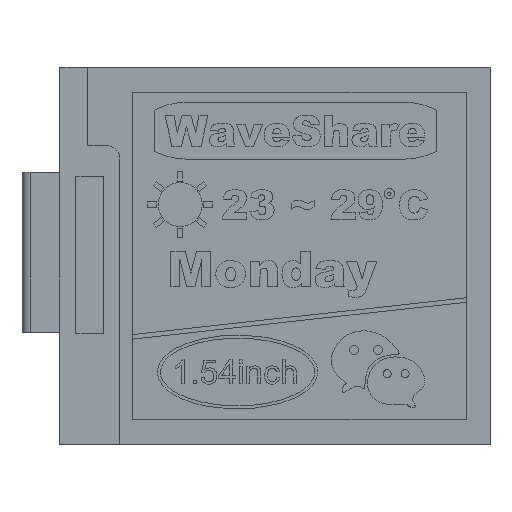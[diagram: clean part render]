
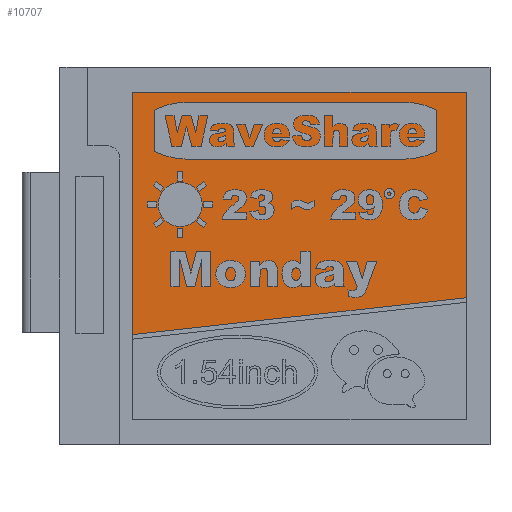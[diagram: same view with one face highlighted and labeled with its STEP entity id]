
A CAD part, top view. The second image highlights one B-rep face of the part: STEP entity #10707.
In plain terms, the highlighted planar face has unit normal (0, 0, 1).
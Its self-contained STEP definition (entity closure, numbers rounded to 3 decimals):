
#1555=ORIENTED_EDGE('',*,*,#4140,.F.);
#1556=ORIENTED_EDGE('',*,*,#4141,.F.);
#1557=ORIENTED_EDGE('',*,*,#4142,.F.);
#1558=ORIENTED_EDGE('',*,*,#4143,.F.);
#4140=EDGE_CURVE('',#5516,#5517,#6602,.T.);
#4141=EDGE_CURVE('',#5518,#5516,#6603,.T.);
#4142=EDGE_CURVE('',#5519,#5518,#6604,.T.);
#4143=EDGE_CURVE('',#5517,#5519,#6605,.T.);
#5516=VERTEX_POINT('',#21051);
#5517=VERTEX_POINT('',#21052);
#5518=VERTEX_POINT('',#21054);
#5519=VERTEX_POINT('',#21056);
#6602=LINE('',#21050,#7709);
#6603=LINE('',#21053,#7710);
#6604=LINE('',#21055,#7711);
#6605=LINE('',#21057,#7712);
#7709=VECTOR('',#15787,1000.);
#7710=VECTOR('',#15788,1000.);
#7711=VECTOR('',#15789,1000.);
#7712=VECTOR('',#15790,1000.);
#8668=EDGE_LOOP('',(#1555,#1556,#1557,#1558));
#9431=FACE_BOUND('',#8668,.T.);
#10110=PLANE('',#14637);
#10707=ADVANCED_FACE('',(#9431),#10110,.F.);
#14637=AXIS2_PLACEMENT_3D('',#21049,#15785,#15786);
#15785=DIRECTION('',(0.,0.,-1.));
#15786=DIRECTION('',(-1.,0.,0.));
#15787=DIRECTION('',(-0.994,-0.11,0.));
#15788=DIRECTION('',(0.,-1.,0.));
#15789=DIRECTION('',(1.,0.,0.));
#15790=DIRECTION('',(0.,1.,0.));
#21049=CARTESIAN_POINT('',(0.,0.,1.013));
#21050=CARTESIAN_POINT('',(0.58,-5.245,1.013));
#21051=CARTESIAN_POINT('',(16.154,-3.524,1.013));
#21052=CARTESIAN_POINT('',(-12.014,-6.637,1.013));
#21053=CARTESIAN_POINT('',(16.154,13.805,1.013));
#21054=CARTESIAN_POINT('',(16.154,13.805,1.013));
#21055=CARTESIAN_POINT('',(-12.014,13.805,1.013));
#21056=CARTESIAN_POINT('',(-12.014,13.805,1.013));
#21057=CARTESIAN_POINT('',(-12.014,-13.805,1.013));
